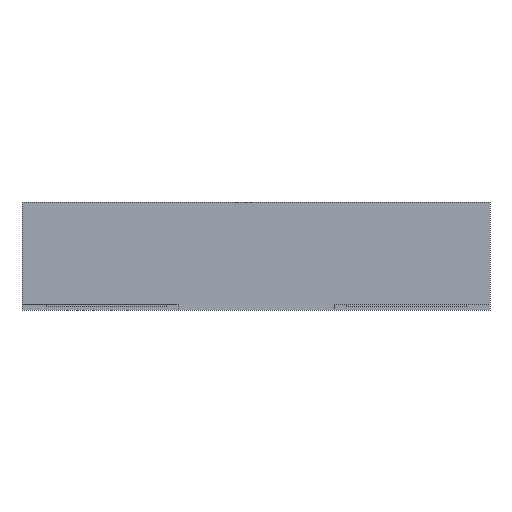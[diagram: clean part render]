
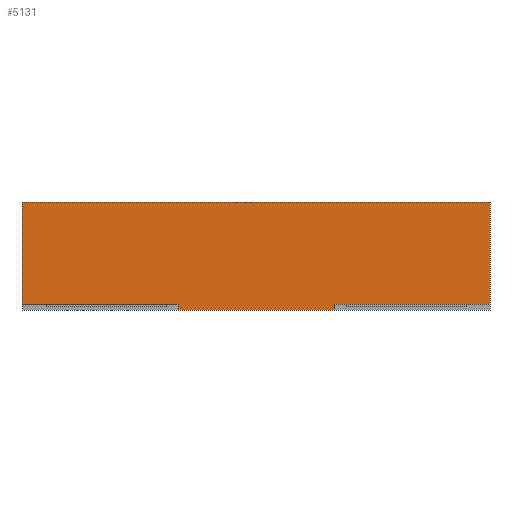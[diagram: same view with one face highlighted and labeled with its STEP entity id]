
A CAD part, front view. The second image highlights one B-rep face of the part: STEP entity #5131.
In plain terms, the highlighted planar face has unit normal (0, -1, 0).
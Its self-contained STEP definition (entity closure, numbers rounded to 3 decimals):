
#2523 = VERTEX_POINT('',#2524);
#2524 = CARTESIAN_POINT('',(-0.65,-3.75,0.05));
#2530 = EDGE_CURVE('',#2531,#2523,#2533,.T.);
#2531 = VERTEX_POINT('',#2532);
#2532 = CARTESIAN_POINT('',(-1.95,-3.75,0.05));
#2533 = LINE('',#2534,#2535);
#2534 = CARTESIAN_POINT('',(-1.95,-3.75,0.05));
#2535 = VECTOR('',#2536,1.);
#2536 = DIRECTION('',(1.,0.,0.));
#2556 = VERTEX_POINT('',#2557);
#2557 = CARTESIAN_POINT('',(0.65,-3.75,0.05));
#2563 = EDGE_CURVE('',#2564,#2556,#2566,.T.);
#2564 = VERTEX_POINT('',#2565);
#2565 = CARTESIAN_POINT('',(0.65,-3.75,0.));
#2566 = LINE('',#2567,#2568);
#2567 = CARTESIAN_POINT('',(0.65,-3.75,-0.001));
#2568 = VECTOR('',#2569,1.);
#2569 = DIRECTION('',(0.,0.,1.));
#3567 = EDGE_CURVE('',#3568,#3570,#3572,.T.);
#3568 = VERTEX_POINT('',#3569);
#3569 = CARTESIAN_POINT('',(-1.95,-3.75,0.9));
#3570 = VERTEX_POINT('',#3571);
#3571 = CARTESIAN_POINT('',(1.95,-3.75,0.9));
#3572 = LINE('',#3573,#3574);
#3573 = CARTESIAN_POINT('',(-1.95,-3.75,0.9));
#3574 = VECTOR('',#3575,1.);
#3575 = DIRECTION('',(1.,0.,0.));
#4836 = VERTEX_POINT('',#4837);
#4837 = CARTESIAN_POINT('',(1.95,-3.75,0.05));
#4843 = EDGE_CURVE('',#2556,#4836,#4844,.T.);
#4844 = LINE('',#4845,#4846);
#4845 = CARTESIAN_POINT('',(-1.95,-3.75,0.05));
#4846 = VECTOR('',#4847,1.);
#4847 = DIRECTION('',(1.,0.,0.));
#4997 = EDGE_CURVE('',#2531,#3568,#4998,.T.);
#4998 = LINE('',#4999,#5000);
#4999 = CARTESIAN_POINT('',(-1.95,-3.75,0.05));
#5000 = VECTOR('',#5001,1.);
#5001 = DIRECTION('',(0.,0.,1.));
#5058 = EDGE_CURVE('',#3570,#4836,#5059,.T.);
#5059 = LINE('',#5060,#5061);
#5060 = CARTESIAN_POINT('',(1.95,-3.75,0.3));
#5061 = VECTOR('',#5062,1.);
#5062 = DIRECTION('',(0.,0.,-1.));
#5131 = ADVANCED_FACE('',(#5132),#5154,.T.);
#5132 = FACE_BOUND('',#5133,.T.);
#5133 = EDGE_LOOP('',(#5134,#5142,#5148,#5149,#5150,#5151,#5152,#5153));
#5134 = ORIENTED_EDGE('',*,*,#5135,.F.);
#5135 = EDGE_CURVE('',#5136,#2523,#5138,.T.);
#5136 = VERTEX_POINT('',#5137);
#5137 = CARTESIAN_POINT('',(-0.65,-3.75,0.));
#5138 = LINE('',#5139,#5140);
#5139 = CARTESIAN_POINT('',(-0.65,-3.75,-0.001));
#5140 = VECTOR('',#5141,1.);
#5141 = DIRECTION('',(0.,0.,1.));
#5142 = ORIENTED_EDGE('',*,*,#5143,.T.);
#5143 = EDGE_CURVE('',#5136,#2564,#5144,.T.);
#5144 = LINE('',#5145,#5146);
#5145 = CARTESIAN_POINT('',(-1.95,-3.75,0.));
#5146 = VECTOR('',#5147,1.);
#5147 = DIRECTION('',(1.,0.,0.));
#5148 = ORIENTED_EDGE('',*,*,#2563,.T.);
#5149 = ORIENTED_EDGE('',*,*,#4843,.T.);
#5150 = ORIENTED_EDGE('',*,*,#5058,.F.);
#5151 = ORIENTED_EDGE('',*,*,#3567,.F.);
#5152 = ORIENTED_EDGE('',*,*,#4997,.F.);
#5153 = ORIENTED_EDGE('',*,*,#2530,.T.);
#5154 = PLANE('',#5155);
#5155 = AXIS2_PLACEMENT_3D('',#5156,#5157,#5158);
#5156 = CARTESIAN_POINT('',(-1.95,-3.75,0.));
#5157 = DIRECTION('',(0.,-1.,0.));
#5158 = DIRECTION('',(0.,0.,1.));
